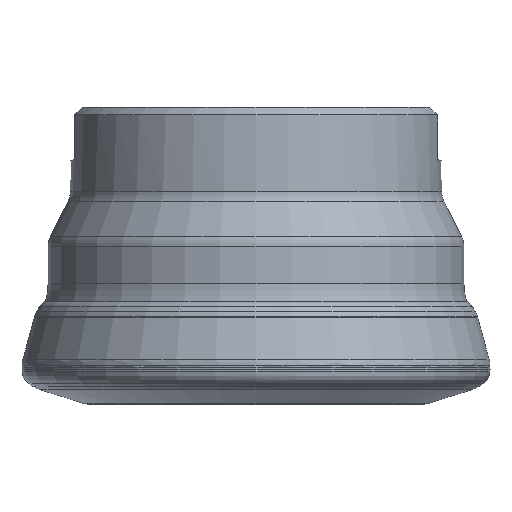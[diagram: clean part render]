
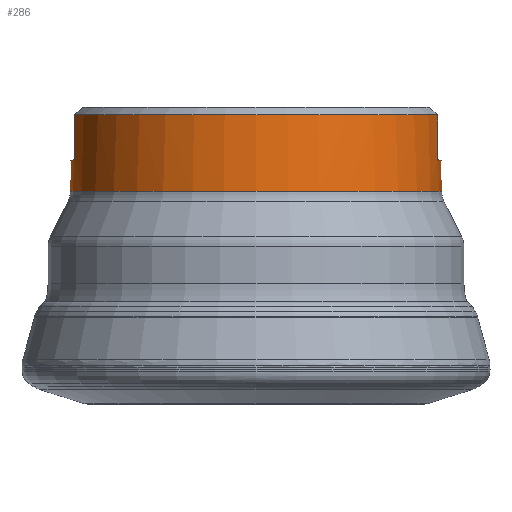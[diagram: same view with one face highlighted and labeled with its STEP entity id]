
A CAD part, left-side view. The second image highlights one B-rep face of the part: STEP entity #286.
In plain terms, the highlighted cylindrical face has radius 25 mm (diameter 50 mm), a full revolution.
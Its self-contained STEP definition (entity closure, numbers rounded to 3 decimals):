
#168=CYLINDRICAL_SURFACE('',#1287,25.);
#178=LINE('',#1780,#202);
#179=LINE('',#1784,#203);
#180=LINE('',#1822,#204);
#181=LINE('',#1826,#205);
#202=VECTOR('',#1429,1.);
#203=VECTOR('',#1432,1.);
#204=VECTOR('',#1435,1.);
#205=VECTOR('',#1438,1.);
#226=B_SPLINE_CURVE_WITH_KNOTS('',3,(#1762,#1763,#1764,#1765,#1766,#1767,
#1768,#1769,#1770,#1771,#1772,#1773,#1774,#1775,#1776,#1777),
 .UNSPECIFIED.,.F.,.F.,(4,3,3,3,3,4),(0.,0.209,0.419,
0.63,0.846,1.),.UNSPECIFIED.);
#227=B_SPLINE_CURVE_WITH_KNOTS('',3,(#1786,#1787,#1788,#1789,#1790,#1791,
#1792,#1793,#1794,#1795,#1796,#1797,#1798,#1799,#1800,#1801),
 .UNSPECIFIED.,.F.,.F.,(4,3,3,3,3,4),(0.,0.22,0.44,
0.659,0.874,1.),.UNSPECIFIED.);
#228=B_SPLINE_CURVE_WITH_KNOTS('',3,(#1805,#1806,#1807,#1808,#1809,#1810,
#1811,#1812,#1813,#1814,#1815,#1816,#1817,#1818,#1819,#1820),
 .UNSPECIFIED.,.F.,.F.,(4,3,3,3,3,4),(0.,0.209,0.419,
0.63,0.846,1.),.UNSPECIFIED.);
#229=B_SPLINE_CURVE_WITH_KNOTS('',3,(#1828,#1829,#1830,#1831,#1832,#1833,
#1834,#1835,#1836,#1837,#1838,#1839,#1840,#1841,#1842,#1843),
 .UNSPECIFIED.,.F.,.F.,(4,3,3,3,3,4),(0.,0.22,0.44,
0.659,0.874,1.),.UNSPECIFIED.);
#286=ADVANCED_FACE('',(#398,#399),#168,.T.);
#398=FACE_BOUND('',#532,.T.);
#399=FACE_BOUND('',#533,.T.);
#532=EDGE_LOOP('',(#690));
#533=EDGE_LOOP('',(#691,#692,#693,#694,#695,#696,#697,#698,#699,#700,#701,
#702));
#690=ORIENTED_EDGE('',*,*,#1068,.T.);
#691=ORIENTED_EDGE('',*,*,#1069,.F.);
#692=ORIENTED_EDGE('',*,*,#1070,.T.);
#693=ORIENTED_EDGE('',*,*,#1071,.T.);
#694=ORIENTED_EDGE('',*,*,#1072,.T.);
#695=ORIENTED_EDGE('',*,*,#1073,.F.);
#696=ORIENTED_EDGE('',*,*,#1074,.F.);
#697=ORIENTED_EDGE('',*,*,#1075,.F.);
#698=ORIENTED_EDGE('',*,*,#1076,.T.);
#699=ORIENTED_EDGE('',*,*,#1077,.T.);
#700=ORIENTED_EDGE('',*,*,#1078,.T.);
#701=ORIENTED_EDGE('',*,*,#1079,.F.);
#702=ORIENTED_EDGE('',*,*,#1080,.F.);
#958=VERTEX_POINT('',#1761);
#959=VERTEX_POINT('',#1778);
#960=VERTEX_POINT('',#1779);
#961=VERTEX_POINT('',#1781);
#962=VERTEX_POINT('',#1783);
#963=VERTEX_POINT('',#1785);
#964=VERTEX_POINT('',#1802);
#965=VERTEX_POINT('',#1804);
#966=VERTEX_POINT('',#1821);
#967=VERTEX_POINT('',#1823);
#968=VERTEX_POINT('',#1825);
#969=VERTEX_POINT('',#1827);
#970=VERTEX_POINT('',#1844);
#1068=EDGE_CURVE('',#958,#958,#1202,.T.);
#1069=EDGE_CURVE('',#959,#960,#226,.T.);
#1070=EDGE_CURVE('',#959,#961,#178,.T.);
#1071=EDGE_CURVE('',#961,#962,#1203,.T.);
#1072=EDGE_CURVE('',#962,#963,#179,.T.);
#1073=EDGE_CURVE('',#964,#963,#227,.T.);
#1074=EDGE_CURVE('',#965,#964,#1204,.T.);
#1075=EDGE_CURVE('',#966,#965,#228,.T.);
#1076=EDGE_CURVE('',#966,#967,#180,.T.);
#1077=EDGE_CURVE('',#967,#968,#1205,.T.);
#1078=EDGE_CURVE('',#968,#969,#181,.T.);
#1079=EDGE_CURVE('',#970,#969,#229,.T.);
#1080=EDGE_CURVE('',#960,#970,#1206,.T.);
#1202=CIRCLE('',#1282,25.);
#1203=CIRCLE('',#1283,25.);
#1204=CIRCLE('',#1284,25.);
#1205=CIRCLE('',#1285,25.);
#1206=CIRCLE('',#1286,25.);
#1282=AXIS2_PLACEMENT_3D('',#1760,#1427,#1428);
#1283=AXIS2_PLACEMENT_3D('',#1782,#1430,#1431);
#1284=AXIS2_PLACEMENT_3D('',#1803,#1433,#1434);
#1285=AXIS2_PLACEMENT_3D('',#1824,#1436,#1437);
#1286=AXIS2_PLACEMENT_3D('',#1845,#1439,#1440);
#1287=AXIS2_PLACEMENT_3D('',#1846,#1441,#1442);
#1427=DIRECTION('',(0.,0.,1.));
#1428=DIRECTION('',(1.,0.,0.));
#1429=DIRECTION('',(0.,0.,1.));
#1430=DIRECTION('',(0.,0.,-1.));
#1431=DIRECTION('',(1.,0.,0.));
#1432=DIRECTION('',(0.,0.,-1.));
#1433=DIRECTION('',(0.,0.,1.));
#1434=DIRECTION('',(-1.,0.,0.));
#1435=DIRECTION('',(0.,0.,1.));
#1436=DIRECTION('',(0.,0.,-1.));
#1437=DIRECTION('',(1.,0.,0.));
#1438=DIRECTION('',(0.,0.,-1.));
#1439=DIRECTION('',(0.,0.,1.));
#1440=DIRECTION('',(-1.,0.,0.));
#1441=DIRECTION('',(0.,0.,1.));
#1442=DIRECTION('',(1.,0.,0.));
#1760=CARTESIAN_POINT('',(0.,0.,28.708));
#1761=CARTESIAN_POINT('',(25.,0.,28.708));
#1762=CARTESIAN_POINT('',(5.2,24.453,33.4));
#1763=CARTESIAN_POINT('',(5.2,24.453,33.345));
#1764=CARTESIAN_POINT('',(5.191,24.455,33.289));
#1765=CARTESIAN_POINT('',(5.173,24.459,33.237));
#1766=CARTESIAN_POINT('',(5.155,24.463,33.185));
#1767=CARTESIAN_POINT('',(5.128,24.468,33.136));
#1768=CARTESIAN_POINT('',(5.094,24.475,33.093));
#1769=CARTESIAN_POINT('',(5.06,24.483,33.049));
#1770=CARTESIAN_POINT('',(5.019,24.491,33.011));
#1771=CARTESIAN_POINT('',(4.973,24.5,32.981));
#1772=CARTESIAN_POINT('',(4.926,24.51,32.95));
#1773=CARTESIAN_POINT('',(4.873,24.52,32.928));
#1774=CARTESIAN_POINT('',(4.819,24.531,32.914));
#1775=CARTESIAN_POINT('',(4.78,24.539,32.905));
#1776=CARTESIAN_POINT('',(4.74,24.547,32.9));
#1777=CARTESIAN_POINT('',(4.7,24.554,32.9));
#1778=CARTESIAN_POINT('',(5.2,24.453,33.4));
#1779=CARTESIAN_POINT('',(4.7,24.554,32.9));
#1780=CARTESIAN_POINT('',(5.2,24.453,0.));
#1781=CARTESIAN_POINT('',(5.2,24.453,39.));
#1782=CARTESIAN_POINT('',(0.,0.,39.));
#1783=CARTESIAN_POINT('',(5.2,-24.453,39.));
#1784=CARTESIAN_POINT('',(5.2,-24.453,0.));
#1785=CARTESIAN_POINT('',(5.2,-24.453,33.4));
#1786=CARTESIAN_POINT('',(4.7,-24.554,32.9));
#1787=CARTESIAN_POINT('',(4.757,-24.543,32.9));
#1788=CARTESIAN_POINT('',(4.814,-24.532,32.91));
#1789=CARTESIAN_POINT('',(4.868,-24.521,32.929));
#1790=CARTESIAN_POINT('',(4.922,-24.511,32.948));
#1791=CARTESIAN_POINT('',(4.973,-24.5,32.977));
#1792=CARTESIAN_POINT('',(5.017,-24.491,33.013));
#1793=CARTESIAN_POINT('',(5.061,-24.482,33.049));
#1794=CARTESIAN_POINT('',(5.099,-24.474,33.094));
#1795=CARTESIAN_POINT('',(5.129,-24.468,33.143));
#1796=CARTESIAN_POINT('',(5.158,-24.462,33.191));
#1797=CARTESIAN_POINT('',(5.179,-24.458,33.245));
#1798=CARTESIAN_POINT('',(5.19,-24.455,33.3));
#1799=CARTESIAN_POINT('',(5.197,-24.454,33.333));
#1800=CARTESIAN_POINT('',(5.2,-24.453,33.366));
#1801=CARTESIAN_POINT('',(5.2,-24.453,33.4));
#1802=CARTESIAN_POINT('',(4.7,-24.554,32.9));
#1803=CARTESIAN_POINT('',(0.,0.,32.9));
#1804=CARTESIAN_POINT('',(-4.7,-24.554,32.9));
#1805=CARTESIAN_POINT('',(-5.2,-24.453,33.4));
#1806=CARTESIAN_POINT('',(-5.2,-24.453,33.345));
#1807=CARTESIAN_POINT('',(-5.191,-24.455,33.289));
#1808=CARTESIAN_POINT('',(-5.173,-24.459,33.237));
#1809=CARTESIAN_POINT('',(-5.155,-24.463,33.185));
#1810=CARTESIAN_POINT('',(-5.128,-24.468,33.136));
#1811=CARTESIAN_POINT('',(-5.094,-24.475,33.093));
#1812=CARTESIAN_POINT('',(-5.06,-24.483,33.049));
#1813=CARTESIAN_POINT('',(-5.019,-24.491,33.011));
#1814=CARTESIAN_POINT('',(-4.973,-24.5,32.981));
#1815=CARTESIAN_POINT('',(-4.926,-24.51,32.95));
#1816=CARTESIAN_POINT('',(-4.873,-24.52,32.928));
#1817=CARTESIAN_POINT('',(-4.819,-24.531,32.914));
#1818=CARTESIAN_POINT('',(-4.78,-24.539,32.905));
#1819=CARTESIAN_POINT('',(-4.74,-24.547,32.9));
#1820=CARTESIAN_POINT('',(-4.7,-24.554,32.9));
#1821=CARTESIAN_POINT('',(-5.2,-24.453,33.4));
#1822=CARTESIAN_POINT('',(-5.2,-24.453,0.));
#1823=CARTESIAN_POINT('',(-5.2,-24.453,39.));
#1824=CARTESIAN_POINT('',(0.,0.,39.));
#1825=CARTESIAN_POINT('',(-5.2,24.453,39.));
#1826=CARTESIAN_POINT('',(-5.2,24.453,0.));
#1827=CARTESIAN_POINT('',(-5.2,24.453,33.4));
#1828=CARTESIAN_POINT('',(-4.7,24.554,32.9));
#1829=CARTESIAN_POINT('',(-4.757,24.543,32.9));
#1830=CARTESIAN_POINT('',(-4.814,24.532,32.91));
#1831=CARTESIAN_POINT('',(-4.868,24.521,32.929));
#1832=CARTESIAN_POINT('',(-4.922,24.511,32.948));
#1833=CARTESIAN_POINT('',(-4.973,24.5,32.977));
#1834=CARTESIAN_POINT('',(-5.017,24.491,33.013));
#1835=CARTESIAN_POINT('',(-5.061,24.482,33.049));
#1836=CARTESIAN_POINT('',(-5.099,24.474,33.094));
#1837=CARTESIAN_POINT('',(-5.129,24.468,33.143));
#1838=CARTESIAN_POINT('',(-5.158,24.462,33.191));
#1839=CARTESIAN_POINT('',(-5.179,24.458,33.245));
#1840=CARTESIAN_POINT('',(-5.19,24.455,33.3));
#1841=CARTESIAN_POINT('',(-5.197,24.454,33.333));
#1842=CARTESIAN_POINT('',(-5.2,24.453,33.366));
#1843=CARTESIAN_POINT('',(-5.2,24.453,33.4));
#1844=CARTESIAN_POINT('',(-4.7,24.554,32.9));
#1845=CARTESIAN_POINT('',(0.,0.,32.9));
#1846=CARTESIAN_POINT('',(0.,0.,0.));
